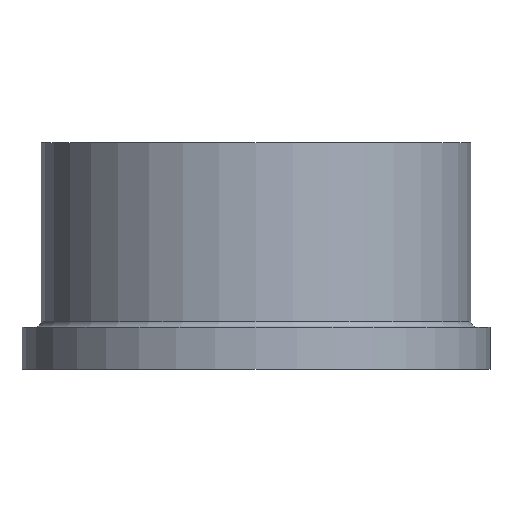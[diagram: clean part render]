
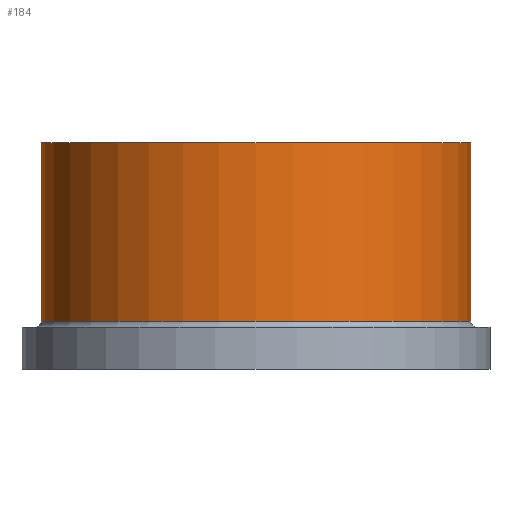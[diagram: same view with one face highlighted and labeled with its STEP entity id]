
A CAD part, front view. The second image highlights one B-rep face of the part: STEP entity #184.
In plain terms, the highlighted cylindrical face has radius 173 mm (diameter 346 mm), a full revolution.
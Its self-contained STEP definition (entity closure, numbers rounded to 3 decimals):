
#15=CYLINDRICAL_SURFACE($,#215,173.);
#36=FACE_BOUND($,#79,.T.);
#53=FACE_OUTER_BOUND($,#78,.T.);
#78=EDGE_LOOP($,(#158));
#79=EDGE_LOOP($,(#159));
#99=CIRCLE($,#214,173.);
#100=CIRCLE($,#216,173.);
#115=VERTEX_POINT($,#324);
#116=VERTEX_POINT($,#327);
#131=EDGE_CURVE($,#115,#115,#99,.T.);
#132=EDGE_CURVE($,#116,#116,#100,.T.);
#158=ORIENTED_EDGE($,*,*,#132,.F.);
#159=ORIENTED_EDGE($,*,*,#131,.T.);
#184=ADVANCED_FACE($,(#53,#36),#15,.T.);
#214=AXIS2_PLACEMENT_3D($,#325,#270,#271);
#215=AXIS2_PLACEMENT_3D($,#326,#272,#273);
#216=AXIS2_PLACEMENT_3D($,#328,#274,#275);
#270=DIRECTION('center_axis',(0.,0.,1.));
#271=DIRECTION('ref_axis',(0.,-1.,0.));
#272=DIRECTION('center_axis',(0.,0.,1.));
#273=DIRECTION('ref_axis',(0.,-1.,0.));
#274=DIRECTION('center_axis',(0.,0.,1.));
#275=DIRECTION('ref_axis',(0.,-1.,0.));
#324=CARTESIAN_POINT('',(0.,-173.,39.));
#325=CARTESIAN_POINT('Origin',(0.,0.,39.));
#326=CARTESIAN_POINT('Origin',(0.,0.,110.9));
#327=CARTESIAN_POINT('',(0.,-173.,182.8));
#328=CARTESIAN_POINT('Origin',(0.,0.,182.8));
